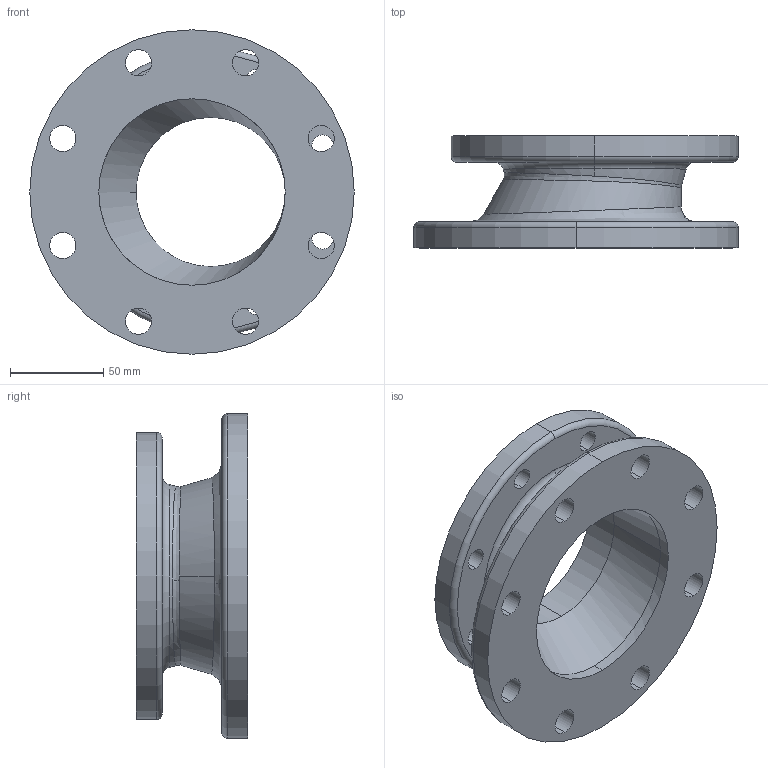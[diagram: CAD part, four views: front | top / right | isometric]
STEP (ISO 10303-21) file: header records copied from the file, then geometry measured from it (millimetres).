
FILE_DESCRIPTION (( 'STEP AP214' ), '1' );
FILE_NAME ('RO115_11811.STEP', '2012-09-24T11:43:57', ( 'Admin2' ), ( '' ), 'SwSTEP 2.0', 'SolidWorks 2010', '' );
FILE_SCHEMA (( 'AUTOMOTIVE_DESIGN' ));
Length unit declared in the file: millimetre
Products named in the file (1): RO115_11811
Bounding box: 174 x 60 x 174 mm (x, y, z)
Volume: 455489.7 mm3; surface area: 99570.6 mm2
Topology: 1 solids, 1 shells, 60 faces, 162 edges, 106 vertices
Faces by surface type: cylinder 40, bspline 8, torus 6, plane 4, cone 2
Entity records: 4140 total; most frequent: CARTESIAN_POINT 2491, DIRECTION 352, ORIENTED_EDGE 324, EDGE_CURVE 162, AXIS2_PLACEMENT_3D 155, VERTEX_POINT 106, CIRCLE 102, EDGE_LOOP 96
